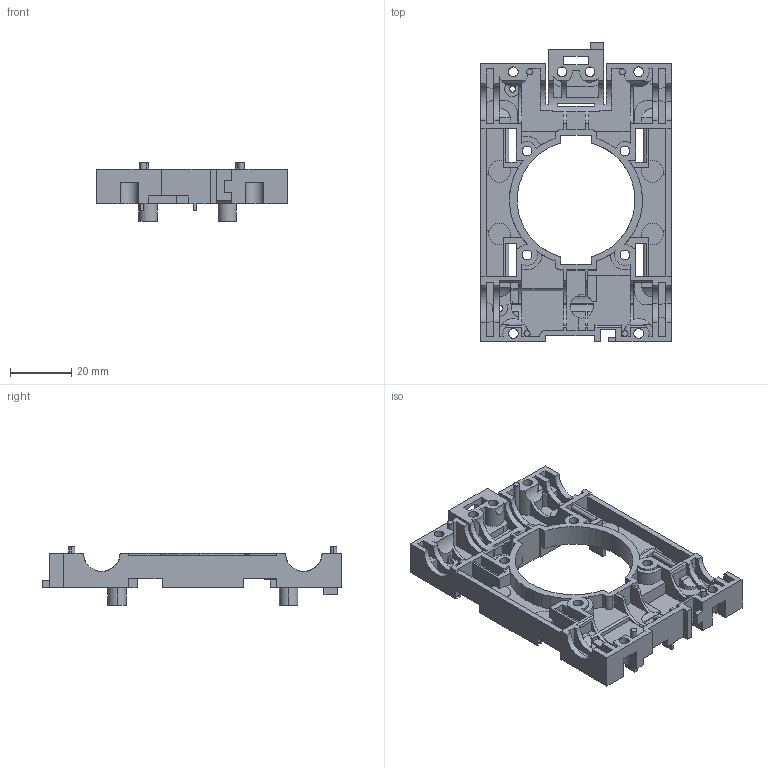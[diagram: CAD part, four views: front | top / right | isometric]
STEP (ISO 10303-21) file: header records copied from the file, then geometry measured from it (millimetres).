
FILE_DESCRIPTION (( 'STEP AP203' ), '1' );
FILE_NAME ('Linearplatte vorne Druckkopf.STEP', '2024-02-20T14:07:45', ( '' ), ( '' ), 'SwSTEP 2.0', 'SolidWorks 2021', '' );
FILE_SCHEMA (( 'CONFIG_CONTROL_DESIGN' ));
Length unit declared in the file: millimetre
Products named in the file (1): Linearplatte vorne Druckkopf
Bounding box: 62.4 x 98 x 19 mm (x, y, z)
Volume: 20804.3 mm3; surface area: 23451.5 mm2
Topology: 1 solids, 1 shells, 648 faces, 1914 edges, 1281 vertices
Faces by surface type: plane 430, cylinder 218
Entity records: 24204 total; most frequent: CARTESIAN_POINT 7948, ORIENTED_EDGE 3828, DIRECTION 2766, EDGE_CURVE 1914, VERTEX_POINT 1281, AXIS2_PLACEMENT_3D 989, VECTOR 788, LINE 788
